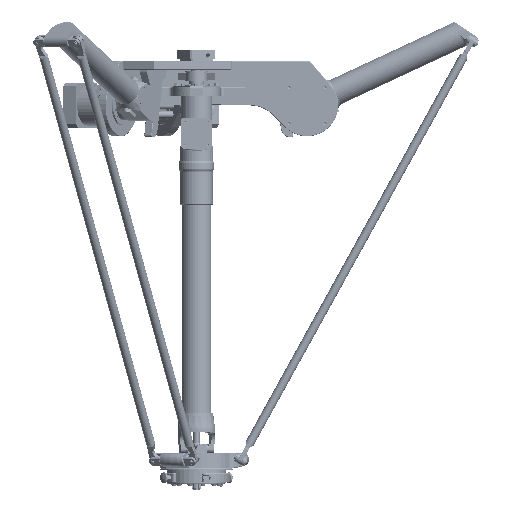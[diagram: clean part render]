
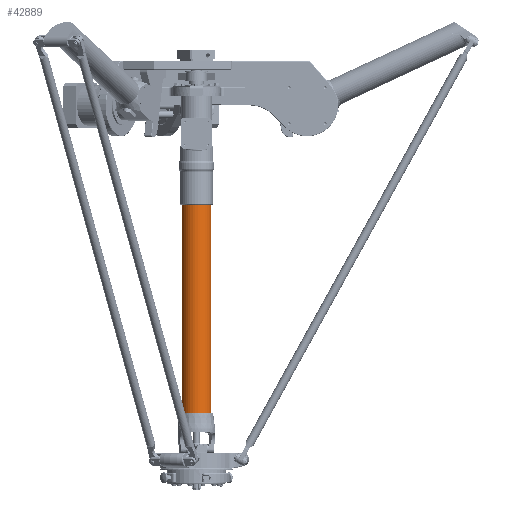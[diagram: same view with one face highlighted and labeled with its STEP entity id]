
A CAD part, front view. The second image highlights one B-rep face of the part: STEP entity #42889.
In plain terms, the highlighted cylindrical face has radius 33.5 mm (diameter 67 mm), a full revolution.
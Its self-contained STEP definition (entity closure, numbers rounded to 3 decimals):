
#1418=CYLINDRICAL_SURFACE('',#47375,33.5);
#2319=FACE_BOUND('',#10213,.T.);
#3979=CIRCLE('',#47281,33.5);
#4012=CIRCLE('',#47363,33.5);
#6824=FACE_OUTER_BOUND('',#10212,.T.);
#10212=EDGE_LOOP('',(#36187));
#10213=EDGE_LOOP('',(#36188));
#20525=VERTEX_POINT('',#79595);
#20596=VERTEX_POINT('',#79952);
#25814=EDGE_CURVE('',#20525,#20525,#3979,.T.);
#25919=EDGE_CURVE('',#20596,#20596,#4012,.T.);
#36187=ORIENTED_EDGE('',*,*,#25814,.F.);
#36188=ORIENTED_EDGE('',*,*,#25919,.T.);
#42889=ADVANCED_FACE('',(#6824,#2319),#1418,.T.);
#47281=AXIS2_PLACEMENT_3D('',#79596,#58190,#58191);
#47363=AXIS2_PLACEMENT_3D('',#79953,#58406,#58407);
#47375=AXIS2_PLACEMENT_3D('',#79969,#58430,#58431);
#58190=DIRECTION('center_axis',(0.,-1.,0.));
#58191=DIRECTION('ref_axis',(1.,0.,0.));
#58406=DIRECTION('center_axis',(0.,-1.,0.));
#58407=DIRECTION('ref_axis',(1.,0.,0.));
#58430=DIRECTION('center_axis',(0.,-1.,0.));
#58431=DIRECTION('ref_axis',(1.,0.,0.));
#79595=CARTESIAN_POINT('',(33.5,0.,0.));
#79596=CARTESIAN_POINT('Origin',(0.,0.,0.));
#79952=CARTESIAN_POINT('',(33.5,468.5,0.));
#79953=CARTESIAN_POINT('Origin',(0.,468.5,0.));
#79969=CARTESIAN_POINT('Origin',(0.,234.25,0.));
